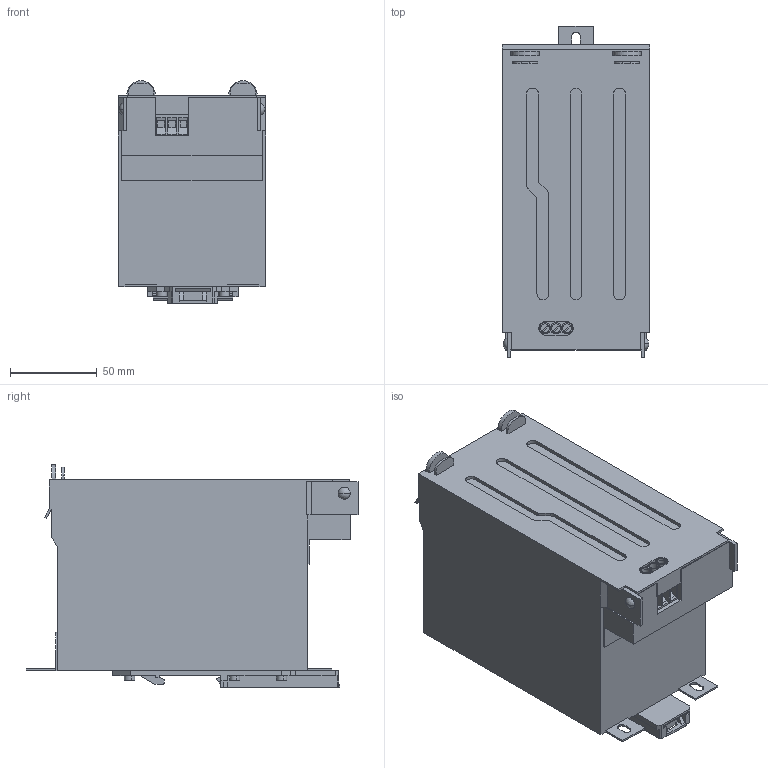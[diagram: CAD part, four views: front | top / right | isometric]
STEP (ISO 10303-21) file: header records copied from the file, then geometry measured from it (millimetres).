
FILE_DESCRIPTION(('Creo Elements/Direct Modeling STEP Export'),'2;1');
FILE_NAME('model.stp','2019-03-20T20:02:22',(''),(''),'Creo Elements/Direct Modeling STEP processor for AP214 (Solid Model)','Creo Elements/Direct Modeling 20.1A 29-Sep-2018 (C) Parametric Technology GmbH','');
FILE_SCHEMA(('AUTOMOTIVE_DESIGN { 1 0 10303 214 1 1 1 1 }'));
Length unit declared in the file: millimetre
Products named in the file (2): UPS_BAT_VRLA_24DC_3.4AH-select
Assembly tree (1 placements, depth 2):
  UPS_BAT_VRLA_24DC_3.4AH-select
    UPS_BAT_VRLA_24DC_3.4AH-select
Bounding box: 85 x 191 x 127.99 mm (x, y, z)
Volume: 1444323.6 mm3; surface area: 92942.9 mm2
Topology: 1 solids, 1 shells, 370 faces, 990 edges, 648 vertices
Faces by surface type: plane 276, cylinder 90, sphere 4
Entity records: 14206 total; most frequent: ORIENTED_EDGE 1972, CARTESIAN_POINT 1956, DIRECTION 1839, EDGE_CURVE 986, VECTOR 777, LINE 777, VERTEX_POINT 648, AXIS2_PLACEMENT_3D 531
